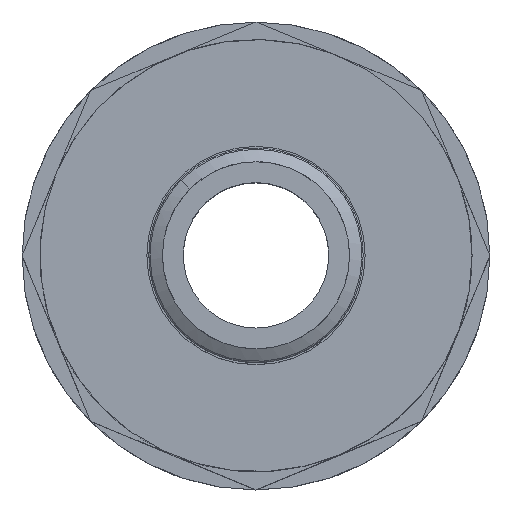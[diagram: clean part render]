
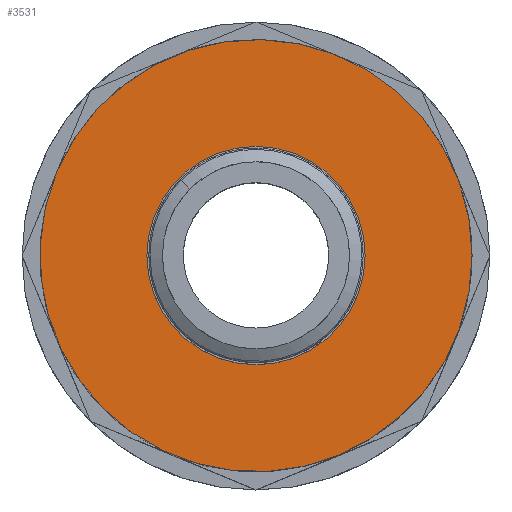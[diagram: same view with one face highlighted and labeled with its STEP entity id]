
A CAD part, top view. The second image highlights one B-rep face of the part: STEP entity #3531.
In plain terms, the highlighted planar face has unit normal (0, 0, 1).
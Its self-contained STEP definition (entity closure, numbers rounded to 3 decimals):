
#1542 = EDGE_LOOP ( 'NONE', ( #5328 ) ) ;
#1545 = EDGE_LOOP ( 'NONE', ( #5282 ) ) ;
#1938 = CARTESIAN_POINT ( 'NONE',  ( 0., 0., 28. ) ) ;
#1939 = DIRECTION ( 'NONE',  ( 0., 0., 1. ) ) ;
#1940 = DIRECTION ( 'NONE',  ( 1., 0., 0. ) ) ;
#1952 = CARTESIAN_POINT ( 'NONE',  ( 0., 0., 28. ) ) ;
#1953 = DIRECTION ( 'NONE',  ( 0., 0., 1. ) ) ;
#1954 = DIRECTION ( 'NONE',  ( 1., 0., 0. ) ) ;
#2792 = EDGE_CURVE ( 'NONE', #5150, #5150, #4288, .T. ) ;
#2796 = EDGE_CURVE ( 'NONE', #5154, #5154, #4292, .T. ) ;
#3060 = CARTESIAN_POINT ( 'NONE',  ( 0., 0., 28. ) ) ;
#3065 = FACE_BOUND ( 'NONE', #1542, .T. ) ;
#3069 = FACE_OUTER_BOUND ( 'NONE', #1545, .T. ) ;
#3070 = PLANE ( 'NONE',  #5292 ) ;
#3072 = DIRECTION ( 'NONE',  ( 0., 0., 1. ) ) ;
#3073 = DIRECTION ( 'NONE',  ( 1., 0., 0. ) ) ;
#3531 = ADVANCED_FACE ( 'NONE', ( #3069, #3065 ), #3070, .T. ) ;
#4285 = AXIS2_PLACEMENT_3D ( 'NONE', #1938, #1939, #1940 ) ;
#4288 = CIRCLE ( 'NONE', #4285, 20.787 ) ;
#4292 = CIRCLE ( 'NONE', #4300, 10.5 ) ;
#4300 = AXIS2_PLACEMENT_3D ( 'NONE', #1952, #1953, #1954 ) ;
#5150 = VERTEX_POINT ( 'NONE', #5153 ) ;
#5153 = CARTESIAN_POINT ( 'NONE',  ( 20.787, 0., 28. ) ) ;
#5154 = VERTEX_POINT ( 'NONE', #5157 ) ;
#5157 = CARTESIAN_POINT ( 'NONE',  ( 10.5, 0., 28. ) ) ;
#5282 = ORIENTED_EDGE ( 'NONE', *, *, #2792, .T. ) ;
#5292 = AXIS2_PLACEMENT_3D ( 'NONE', #3060, #3072, #3073 ) ;
#5328 = ORIENTED_EDGE ( 'NONE', *, *, #2796, .F. ) ;
